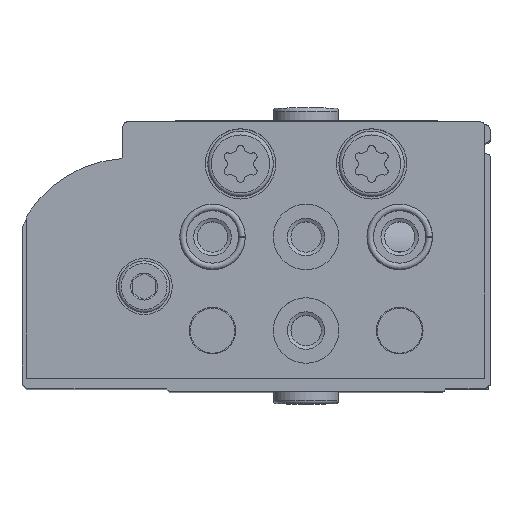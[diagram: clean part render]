
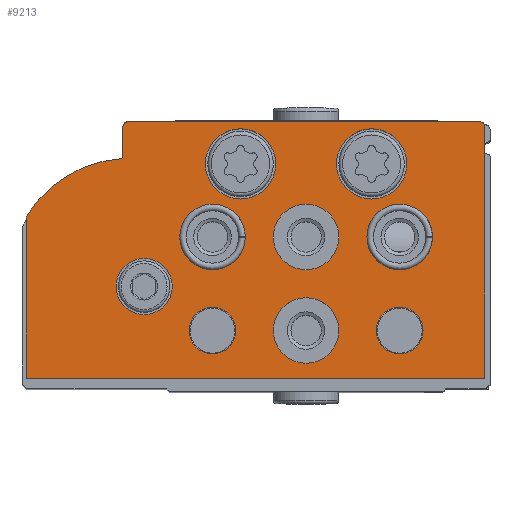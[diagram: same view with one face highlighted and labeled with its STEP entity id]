
A CAD part, top view. The second image highlights one B-rep face of the part: STEP entity #9213.
In plain terms, the highlighted face is planar.
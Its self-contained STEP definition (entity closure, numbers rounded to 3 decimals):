
#269=PLANE('',#10246);
#791=CIRCLE('',#10232,0.5);
#792=CIRCLE('',#10237,1.);
#793=CIRCLE('',#10239,13.);
#794=CIRCLE('',#10241,0.3);
#795=CIRCLE('',#10244,0.5);
#796=CIRCLE('',#10247,3.);
#797=CIRCLE('',#10248,3.75);
#798=CIRCLE('',#10249,3.75);
#799=CIRCLE('',#10250,3.5);
#800=CIRCLE('',#10251,3.5);
#801=CIRCLE('',#10252,3.5);
#802=CIRCLE('',#10253,3.5);
#803=CIRCLE('',#10254,2.5);
#804=CIRCLE('',#10255,2.5);
#1480=LINE('',#15674,#2134);
#1482=LINE('',#15678,#2136);
#1484=LINE('',#15682,#2138);
#1489=LINE('',#15698,#2143);
#1492=LINE('',#15706,#2146);
#2134=VECTOR('',#12644,1000.);
#2136=VECTOR('',#12648,1000.);
#2138=VECTOR('',#12652,1000.);
#2143=VECTOR('',#12671,1000.);
#2146=VECTOR('',#12680,1000.);
#4044=ORIENTED_EDGE('',*,*,#5743,.T.);
#4045=ORIENTED_EDGE('',*,*,#5744,.T.);
#4046=ORIENTED_EDGE('',*,*,#5745,.T.);
#4047=ORIENTED_EDGE('',*,*,#5746,.T.);
#4048=ORIENTED_EDGE('',*,*,#5747,.T.);
#4049=ORIENTED_EDGE('',*,*,#5748,.T.);
#4050=ORIENTED_EDGE('',*,*,#5749,.T.);
#4051=ORIENTED_EDGE('',*,*,#5750,.T.);
#4052=ORIENTED_EDGE('',*,*,#5751,.T.);
#4053=ORIENTED_EDGE('',*,*,#5722,.F.);
#4054=ORIENTED_EDGE('',*,*,#5741,.F.);
#4055=ORIENTED_EDGE('',*,*,#5739,.F.);
#4056=ORIENTED_EDGE('',*,*,#5737,.F.);
#4057=ORIENTED_EDGE('',*,*,#5735,.T.);
#4058=ORIENTED_EDGE('',*,*,#5733,.F.);
#4059=ORIENTED_EDGE('',*,*,#5731,.F.);
#4060=ORIENTED_EDGE('',*,*,#5729,.F.);
#4061=ORIENTED_EDGE('',*,*,#5727,.F.);
#4062=ORIENTED_EDGE('',*,*,#5725,.F.);
#5722=EDGE_CURVE('',#6749,#6750,#791,.T.);
#5725=EDGE_CURVE('',#6750,#6751,#1480,.T.);
#5727=EDGE_CURVE('',#6751,#6752,#1482,.T.);
#5729=EDGE_CURVE('',#6752,#6753,#1484,.T.);
#5731=EDGE_CURVE('',#6753,#6754,#792,.T.);
#5733=EDGE_CURVE('',#6754,#6755,#793,.T.);
#5735=EDGE_CURVE('',#6756,#6755,#794,.T.);
#5737=EDGE_CURVE('',#6756,#6757,#1489,.T.);
#5739=EDGE_CURVE('',#6757,#6758,#795,.T.);
#5741=EDGE_CURVE('',#6758,#6749,#1492,.T.);
#5743=EDGE_CURVE('',#6759,#6759,#796,.T.);
#5744=EDGE_CURVE('',#6760,#6760,#797,.T.);
#5745=EDGE_CURVE('',#6761,#6761,#798,.T.);
#5746=EDGE_CURVE('',#6762,#6762,#799,.T.);
#5747=EDGE_CURVE('',#6763,#6763,#800,.T.);
#5748=EDGE_CURVE('',#6764,#6764,#801,.T.);
#5749=EDGE_CURVE('',#6765,#6765,#802,.T.);
#5750=EDGE_CURVE('',#6766,#6766,#803,.T.);
#5751=EDGE_CURVE('',#6767,#6767,#804,.T.);
#6749=VERTEX_POINT('',#15669);
#6750=VERTEX_POINT('',#15670);
#6751=VERTEX_POINT('',#15675);
#6752=VERTEX_POINT('',#15679);
#6753=VERTEX_POINT('',#15683);
#6754=VERTEX_POINT('',#15687);
#6755=VERTEX_POINT('',#15691);
#6756=VERTEX_POINT('',#15695);
#6757=VERTEX_POINT('',#15699);
#6758=VERTEX_POINT('',#15703);
#6759=VERTEX_POINT('',#15710);
#6760=VERTEX_POINT('',#15712);
#6761=VERTEX_POINT('',#15714);
#6762=VERTEX_POINT('',#15716);
#6763=VERTEX_POINT('',#15718);
#6764=VERTEX_POINT('',#15720);
#6765=VERTEX_POINT('',#15722);
#6766=VERTEX_POINT('',#15724);
#6767=VERTEX_POINT('',#15726);
#7494=EDGE_LOOP('',(#4044));
#7495=EDGE_LOOP('',(#4045));
#7496=EDGE_LOOP('',(#4046));
#7497=EDGE_LOOP('',(#4047));
#7498=EDGE_LOOP('',(#4048));
#7499=EDGE_LOOP('',(#4049));
#7500=EDGE_LOOP('',(#4050));
#7501=EDGE_LOOP('',(#4051));
#7502=EDGE_LOOP('',(#4052));
#7503=EDGE_LOOP('',(#4053,#4054,#4055,#4056,#4057,#4058,#4059,#4060,#4061,
#4062));
#8301=FACE_BOUND('',#7494,.T.);
#8302=FACE_BOUND('',#7495,.T.);
#8303=FACE_BOUND('',#7496,.T.);
#8304=FACE_BOUND('',#7497,.T.);
#8305=FACE_BOUND('',#7498,.T.);
#8306=FACE_BOUND('',#7499,.T.);
#8307=FACE_BOUND('',#7500,.T.);
#8308=FACE_BOUND('',#7501,.T.);
#8309=FACE_BOUND('',#7502,.T.);
#8310=FACE_BOUND('',#7503,.T.);
#9213=ADVANCED_FACE('',(#8301,#8302,#8303,#8304,#8305,#8306,#8307,#8308,
#8309,#8310),#269,.F.);
#10232=AXIS2_PLACEMENT_3D('',#15668,#12638,#12639);
#10237=AXIS2_PLACEMENT_3D('',#15686,#12656,#12657);
#10239=AXIS2_PLACEMENT_3D('',#15690,#12661,#12662);
#10241=AXIS2_PLACEMENT_3D('',#15694,#12666,#12667);
#10244=AXIS2_PLACEMENT_3D('',#15702,#12675,#12676);
#10246=AXIS2_PLACEMENT_3D('',#15708,#12682,#12683);
#10247=AXIS2_PLACEMENT_3D('',#15709,#12684,#12685);
#10248=AXIS2_PLACEMENT_3D('',#15711,#12686,#12687);
#10249=AXIS2_PLACEMENT_3D('',#15713,#12688,#12689);
#10250=AXIS2_PLACEMENT_3D('',#15715,#12690,#12691);
#10251=AXIS2_PLACEMENT_3D('',#15717,#12692,#12693);
#10252=AXIS2_PLACEMENT_3D('',#15719,#12694,#12695);
#10253=AXIS2_PLACEMENT_3D('',#15721,#12696,#12697);
#10254=AXIS2_PLACEMENT_3D('',#15723,#12698,#12699);
#10255=AXIS2_PLACEMENT_3D('',#15725,#12700,#12701);
#12638=DIRECTION('',(0.,0.,1.));
#12639=DIRECTION('',(1.,0.,0.));
#12644=DIRECTION('',(0.,-1.,0.));
#12648=DIRECTION('',(1.,0.,0.));
#12652=DIRECTION('',(0.,1.,0.));
#12656=DIRECTION('',(0.,0.,1.));
#12657=DIRECTION('',(1.,0.,0.));
#12661=DIRECTION('',(0.,0.,1.));
#12662=DIRECTION('',(1.,0.,0.));
#12666=DIRECTION('',(0.,0.,1.));
#12667=DIRECTION('',(1.,0.,0.));
#12671=DIRECTION('',(0.,1.,0.));
#12675=DIRECTION('',(0.,0.,1.));
#12676=DIRECTION('',(1.,0.,0.));
#12680=DIRECTION('',(-1.,0.,0.));
#12682=DIRECTION('',(0.,0.,1.));
#12683=DIRECTION('',(1.,0.,0.));
#12684=DIRECTION('',(0.,0.,1.));
#12685=DIRECTION('',(1.,0.,0.));
#12686=DIRECTION('',(0.,0.,1.));
#12687=DIRECTION('',(1.,0.,0.));
#12688=DIRECTION('',(0.,0.,1.));
#12689=DIRECTION('',(1.,0.,0.));
#12690=DIRECTION('',(0.,0.,1.));
#12691=DIRECTION('',(1.,0.,0.));
#12692=DIRECTION('',(0.,0.,1.));
#12693=DIRECTION('',(1.,0.,0.));
#12694=DIRECTION('',(0.,0.,1.));
#12695=DIRECTION('',(1.,0.,0.));
#12696=DIRECTION('',(0.,0.,1.));
#12697=DIRECTION('',(1.,0.,0.));
#12698=DIRECTION('',(0.,0.,1.));
#12699=DIRECTION('',(1.,0.,0.));
#12700=DIRECTION('',(0.,0.,1.));
#12701=DIRECTION('',(1.,0.,0.));
#15668=CARTESIAN_POINT('',(0.5,26.9,0.));
#15669=CARTESIAN_POINT('',(0.5,27.4,0.));
#15670=CARTESIAN_POINT('',(0.,26.9,0.));
#15674=CARTESIAN_POINT('',(0.,26.9,0.));
#15675=CARTESIAN_POINT('',(0.,0.,0.));
#15678=CARTESIAN_POINT('',(0.,0.,0.));
#15679=CARTESIAN_POINT('',(49.,0.,0.));
#15682=CARTESIAN_POINT('',(49.,0.,0.));
#15683=CARTESIAN_POINT('',(49.,16.98,0.));
#15686=CARTESIAN_POINT('',(48.,16.98,0.));
#15687=CARTESIAN_POINT('',(48.842,17.52,0.));
#15690=CARTESIAN_POINT('',(37.9,10.5,0.));
#15691=CARTESIAN_POINT('',(38.936,23.459,0.));
#15694=CARTESIAN_POINT('',(38.96,23.758,0.));
#15695=CARTESIAN_POINT('',(38.66,23.758,0.));
#15698=CARTESIAN_POINT('',(38.66,23.758,0.));
#15699=CARTESIAN_POINT('',(38.66,26.9,0.));
#15702=CARTESIAN_POINT('',(38.16,26.9,0.));
#15703=CARTESIAN_POINT('',(38.16,27.4,0.));
#15706=CARTESIAN_POINT('',(38.16,27.4,0.));
#15708=CARTESIAN_POINT('',(0.5,26.9,0.));
#15709=CARTESIAN_POINT('',(36.4,9.8,0.));
#15710=CARTESIAN_POINT('',(39.4,9.8,0.));
#15711=CARTESIAN_POINT('',(26.1,22.9,0.));
#15712=CARTESIAN_POINT('',(29.85,22.9,0.));
#15713=CARTESIAN_POINT('',(12.1,22.9,0.));
#15714=CARTESIAN_POINT('',(15.85,22.9,0.));
#15715=CARTESIAN_POINT('',(29.1,15.1,0.));
#15716=CARTESIAN_POINT('',(32.6,15.1,0.));
#15717=CARTESIAN_POINT('',(19.1,15.1,0.));
#15718=CARTESIAN_POINT('',(22.6,15.1,0.));
#15719=CARTESIAN_POINT('',(9.1,15.1,0.));
#15720=CARTESIAN_POINT('',(12.6,15.1,0.));
#15721=CARTESIAN_POINT('',(19.1,5.1,0.));
#15722=CARTESIAN_POINT('',(22.6,5.1,0.));
#15723=CARTESIAN_POINT('',(29.1,5.1,0.));
#15724=CARTESIAN_POINT('',(31.6,5.1,0.));
#15725=CARTESIAN_POINT('',(9.1,5.1,0.));
#15726=CARTESIAN_POINT('',(11.6,5.1,0.));
